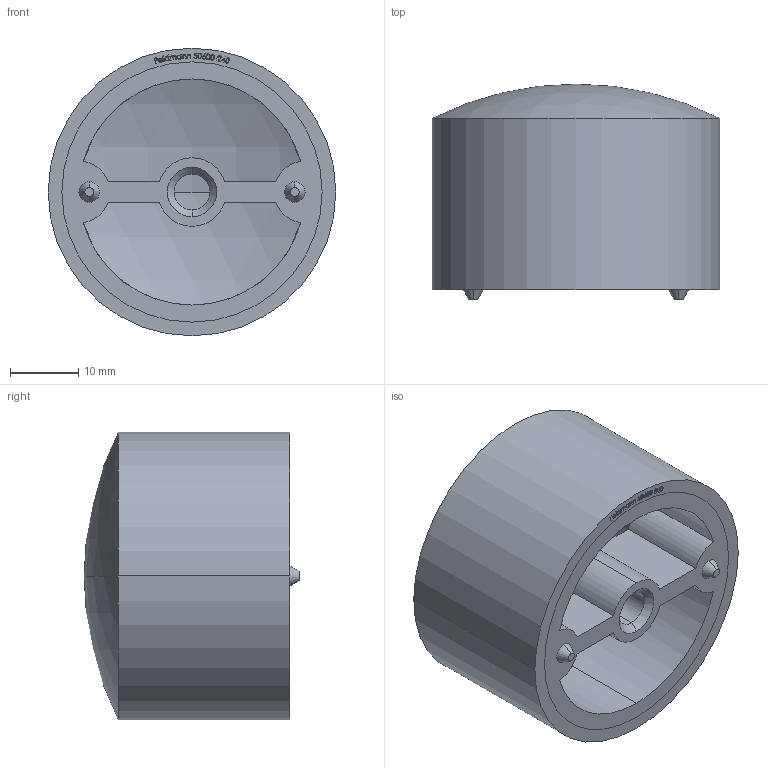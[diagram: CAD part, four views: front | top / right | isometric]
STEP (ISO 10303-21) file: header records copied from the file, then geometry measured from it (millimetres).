
FILE_DESCRIPTION (( 'STEP AP203' ), '1' );
FILE_NAME ('50600-240.STEP', '2020-11-12T11:51:02', ( '' ), ( '' ), 'SwSTEP 2.0', 'SolidWorks 2018', '' );
FILE_SCHEMA (( 'CONFIG_CONTROL_DESIGN' ));
Length unit declared in the file: millimetre
Products named in the file (5): 50600-240 Teil1; 50600-240 Teil2_50600-240 Teil2; 50600-240; 50600-240 Teil2; 50600-240 Teil1_50600-240 Teil1
Assembly tree (2 placements, depth 2):
  50600-240 Teil1
  50600-240
    50600-240 Teil1_50600-240 Teil1
    50600-240 Teil2_50600-240 Teil2
  50600-240 Teil2
Bounding box: 42 x 31.5 x 42 mm (x, y, z)
Volume: 17045 mm3; surface area: 15889.1 mm2
Topology: 2 solids, 2 shells, 270 faces, 696 edges, 460 vertices
Faces by surface type: plane 124, bspline 107, cylinder 21, cone 14, sphere 4
Entity records: 15095 total; most frequent: CARTESIAN_POINT 8715, ORIENTED_EDGE 1392, DIRECTION 888, EDGE_CURVE 696, VERTEX_POINT 460, VECTOR 414, LINE 414, EDGE_LOOP 306
